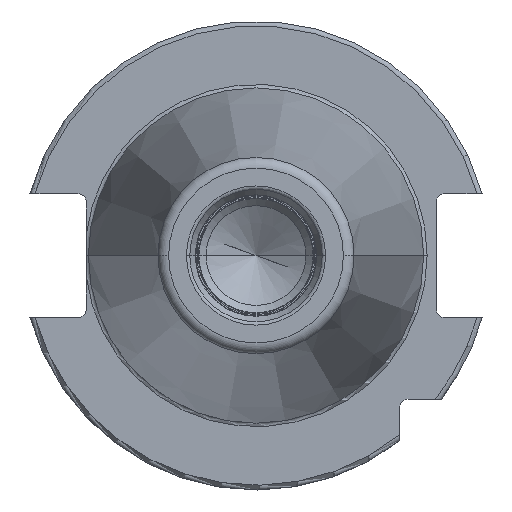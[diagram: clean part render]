
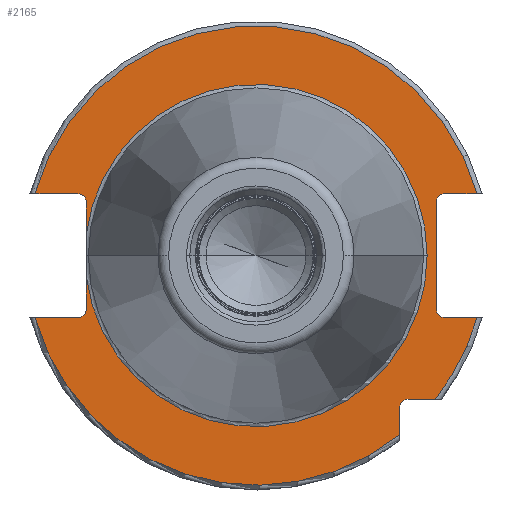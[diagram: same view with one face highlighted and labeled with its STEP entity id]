
A CAD part, left-side view. The second image highlights one B-rep face of the part: STEP entity #2165.
In plain terms, the highlighted planar face has unit normal (-1, 0, 0).
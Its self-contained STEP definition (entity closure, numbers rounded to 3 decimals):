
#105=CARTESIAN_POINT('',(3.2,35.3,-4.415));
#117=CARTESIAN_POINT('',(3.2,0.,0.));
#118=DIRECTION('',(-1.,0.,0.));
#119=DIRECTION('',(0.,0.992,-0.124));
#120=AXIS2_PLACEMENT_3D('',#117,#118,#119);
#131=CARTESIAN_POINT('',(3.2,37.05,-11.15));
#132=DIRECTION('',(1.,0.,0.));
#133=DIRECTION('',(0.,-1.,0.));
#134=AXIS2_PLACEMENT_3D('',#131,#132,#133);
#257=CARTESIAN_POINT('',(3.2,37.05,11.15));
#258=DIRECTION('',(1.,0.,0.));
#259=DIRECTION('',(0.,0.,1.));
#260=AXIS2_PLACEMENT_3D('',#257,#258,#259);
#302=CARTESIAN_POINT('',(3.2,-39.25,11.15));
#303=DIRECTION('',(1.,0.,0.));
#304=DIRECTION('',(0.,1.,0.));
#305=AXIS2_PLACEMENT_3D('',#302,#303,#304);
#307=DIRECTION('',(0.,1.,0.));
#308=VECTOR('',#307,6.711);
#309=CARTESIAN_POINT('',(3.2,-45.961,12.9));
#310=LINE('',#309,#308);
#311=DIRECTION('',(0.,0.,1.));
#312=VECTOR('',#311,22.3);
#313=CARTESIAN_POINT('',(3.2,-37.5,-11.15));
#314=LINE('',#313,#312);
#315=DIRECTION('',(0.,1.,0.));
#316=VECTOR('',#315,6.711);
#317=CARTESIAN_POINT('',(3.2,-45.961,-12.9));
#318=LINE('',#317,#316);
#319=CARTESIAN_POINT('',(3.2,0.,0.));
#320=DIRECTION('',(-1.,0.,0.));
#321=DIRECTION('',(0.,-0.78,-0.625));
#322=AXIS2_PLACEMENT_3D('',#319,#320,#321);
#324=DIRECTION('',(0.,-1.,0.));
#325=VECTOR('',#324,5.654);
#326=CARTESIAN_POINT('',(3.2,-31.6,-29.85));
#327=LINE('',#326,#325);
#328=DIRECTION('',(0.,0.,1.));
#329=VECTOR('',#328,5.654);
#330=CARTESIAN_POINT('',(3.2,-29.85,-37.254));
#331=LINE('',#330,#329);
#332=CARTESIAN_POINT('',(3.2,0.,0.));
#333=DIRECTION('',(-1.,0.,0.));
#334=DIRECTION('',(0.,0.963,-0.27));
#335=AXIS2_PLACEMENT_3D('',#332,#333,#334);
#337=DIRECTION('',(0.,-1.,0.));
#338=VECTOR('',#337,8.911);
#339=CARTESIAN_POINT('',(3.2,45.961,-12.9));
#340=LINE('',#339,#338);
#341=DIRECTION('',(0.,0.,-1.));
#342=VECTOR('',#341,6.735);
#343=CARTESIAN_POINT('',(3.2,35.3,-4.415));
#344=LINE('',#343,#342);
#345=DIRECTION('',(0.,0.,-1.));
#346=VECTOR('',#345,6.735);
#347=CARTESIAN_POINT('',(3.2,35.3,11.15));
#348=LINE('',#347,#346);
#349=DIRECTION('',(0.,-1.,0.));
#350=VECTOR('',#349,8.911);
#351=CARTESIAN_POINT('',(3.2,45.961,12.9));
#352=LINE('',#351,#350);
#353=CARTESIAN_POINT('',(3.2,0.,0.));
#354=DIRECTION('',(1.,0.,0.));
#355=DIRECTION('',(0.,0.963,0.27));
#356=AXIS2_PLACEMENT_3D('',#353,#354,#355);
#363=CARTESIAN_POINT('',(3.2,-39.25,-11.15));
#364=DIRECTION('',(1.,0.,0.));
#365=DIRECTION('',(0.,0.,-1.));
#366=AXIS2_PLACEMENT_3D('',#363,#364,#365);
#429=CARTESIAN_POINT('',(3.2,45.961,-12.9));
#464=CARTESIAN_POINT('',(3.2,-45.961,-12.9));
#471=CARTESIAN_POINT('',(3.2,-37.254,-29.85));
#491=CARTESIAN_POINT('',(3.2,-31.6,-31.6));
#492=DIRECTION('',(1.,0.,0.));
#493=DIRECTION('',(0.,1.,0.));
#494=AXIS2_PLACEMENT_3D('',#491,#492,#493);
#808=CARTESIAN_POINT('',(3.2,45.961,12.9));
#815=CARTESIAN_POINT('',(3.2,-45.961,12.9));
#998=CARTESIAN_POINT('',(3.2,35.3,4.415));
#1009=CARTESIAN_POINT('',(3.2,0.,0.));
#1010=DIRECTION('',(1.,0.,0.));
#1011=DIRECTION('',(0.,0.992,0.124));
#1012=AXIS2_PLACEMENT_3D('',#1009,#1010,#1011);
#1462=CARTESIAN_POINT('',(3.2,-35.575,0.));
#1464=VERTEX_POINT('',#1462);
#1588=VERTEX_POINT('',#998);
#1590=VERTEX_POINT('',#105);
#1593=VERTEX_POINT('',#808);
#1594=VERTEX_POINT('',#815);
#1597=VERTEX_POINT('',#429);
#1598=VERTEX_POINT('',#464);
#1621=CARTESIAN_POINT('',(3.2,-29.85,-37.254));
#1622=VERTEX_POINT('',#1621);
#1624=CARTESIAN_POINT('',(3.2,-37.5,-11.15));
#1626=VERTEX_POINT('',#1624);
#1628=CARTESIAN_POINT('',(3.2,-39.25,-12.9));
#1630=VERTEX_POINT('',#1628);
#1632=CARTESIAN_POINT('',(3.2,-39.25,12.9));
#1634=VERTEX_POINT('',#1632);
#1636=CARTESIAN_POINT('',(3.2,-37.5,11.15));
#1638=VERTEX_POINT('',#1636);
#1640=CARTESIAN_POINT('',(3.2,37.05,12.9));
#1642=VERTEX_POINT('',#1640);
#1644=CARTESIAN_POINT('',(3.2,37.05,-12.9));
#1646=VERTEX_POINT('',#1644);
#1647=CARTESIAN_POINT('',(3.2,35.3,11.15));
#1648=VERTEX_POINT('',#1647);
#1649=CARTESIAN_POINT('',(3.2,35.3,-11.15));
#1650=VERTEX_POINT('',#1649);
#1655=CARTESIAN_POINT('',(3.2,-29.85,-31.6));
#1656=CARTESIAN_POINT('',(3.2,-31.6,-29.85));
#1657=VERTEX_POINT('',#1655);
#1658=VERTEX_POINT('',#1656);
#1725=VERTEX_POINT('',#471);
#2129=CARTESIAN_POINT('',(3.2,0.,0.));
#2130=DIRECTION('',(1.,0.,0.));
#2131=DIRECTION('',(0.,-1.,0.));
#2132=AXIS2_PLACEMENT_3D('',#2129,#2130,#2131);
#2133=PLANE('',#2132);
#2134=ORIENTED_EDGE('',*,*,#2089,.T.);
#2135=ORIENTED_EDGE('',*,*,#2124,.F.);
#2136=ORIENTED_EDGE('',*,*,#1995,.F.);
#2138=ORIENTED_EDGE('',*,*,#2137,.F.);
#2140=ORIENTED_EDGE('',*,*,#2139,.F.);
#2142=ORIENTED_EDGE('',*,*,#2141,.F.);
#2144=ORIENTED_EDGE('',*,*,#2143,.F.);
#2146=ORIENTED_EDGE('',*,*,#2145,.F.);
#2148=ORIENTED_EDGE('',*,*,#2147,.F.);
#2150=ORIENTED_EDGE('',*,*,#2149,.F.);
#2152=ORIENTED_EDGE('',*,*,#2151,.T.);
#2153=ORIENTED_EDGE('',*,*,#1906,.F.);
#2154=ORIENTED_EDGE('',*,*,#1891,.F.);
#2155=ORIENTED_EDGE('',*,*,#1868,.T.);
#2157=ORIENTED_EDGE('',*,*,#2156,.F.);
#2158=ORIENTED_EDGE('',*,*,#1886,.F.);
#2159=ORIENTED_EDGE('',*,*,#2029,.F.);
#2160=ORIENTED_EDGE('',*,*,#2063,.F.);
#2162=ORIENTED_EDGE('',*,*,#2161,.T.);
#2163=EDGE_LOOP('',(#2134,#2135,#2136,#2138,#2140,#2142,#2144,#2146,#2148,#2150,
#2152,#2153,#2154,#2155,#2157,#2158,#2159,#2160,#2162));
#2164=FACE_OUTER_BOUND('',#2163,.F.);
#2165=ADVANCED_FACE('',(#2164),#2133,.F.);
#121=CIRCLE('',#120,35.575);
#135=CIRCLE('',#134,1.75);
#261=CIRCLE('',#260,1.75);
#306=CIRCLE('',#305,1.75);
#323=CIRCLE('',#322,47.738);
#336=CIRCLE('',#335,47.738);
#357=CIRCLE('',#356,47.738);
#367=CIRCLE('',#366,1.75);
#495=CIRCLE('',#494,1.75);
#1013=CIRCLE('',#1012,35.575);
#1868=EDGE_CURVE('',#1590,#1464,#121,.T.);
#1886=EDGE_CURVE('',#1648,#1588,#348,.T.);
#1891=EDGE_CURVE('',#1590,#1650,#344,.T.);
#1906=EDGE_CURVE('',#1650,#1646,#135,.T.);
#1995=EDGE_CURVE('',#1626,#1638,#314,.T.);
#2029=EDGE_CURVE('',#1642,#1648,#261,.T.);
#2063=EDGE_CURVE('',#1593,#1642,#352,.T.);
#2089=EDGE_CURVE('',#1594,#1634,#310,.T.);
#2124=EDGE_CURVE('',#1638,#1634,#306,.T.);
#2137=EDGE_CURVE('',#1630,#1626,#367,.T.);
#2139=EDGE_CURVE('',#1598,#1630,#318,.T.);
#2141=EDGE_CURVE('',#1725,#1598,#323,.T.);
#2143=EDGE_CURVE('',#1658,#1725,#327,.T.);
#2145=EDGE_CURVE('',#1657,#1658,#495,.T.);
#2147=EDGE_CURVE('',#1622,#1657,#331,.T.);
#2149=EDGE_CURVE('',#1597,#1622,#336,.T.);
#2151=EDGE_CURVE('',#1597,#1646,#340,.T.);
#2156=EDGE_CURVE('',#1588,#1464,#1013,.T.);
#2161=EDGE_CURVE('',#1593,#1594,#357,.T.);
